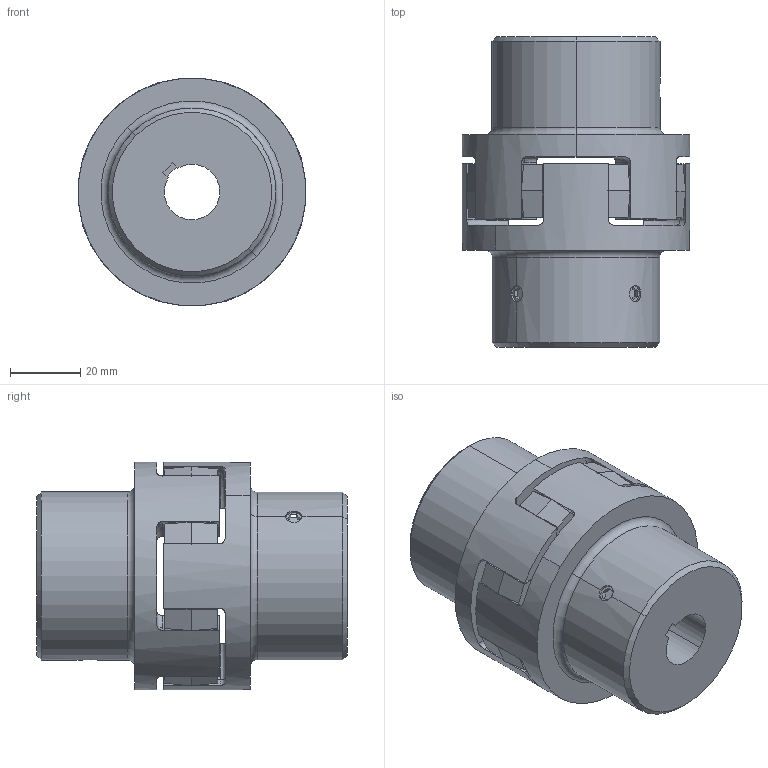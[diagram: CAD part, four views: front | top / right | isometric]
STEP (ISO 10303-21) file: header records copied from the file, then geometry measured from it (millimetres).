
FILE_DESCRIPTION (( 'STEP AP214' ), '1' );
FILE_NAME ('8271.STEP', '2016-11-23T19:26:02', ( '' ), ( '' ), 'SwSTEP 2.0', 'SolidWorks 2016', '' );
FILE_SCHEMA (( 'AUTOMOTIVE_DESIGN' ));
Length unit declared in the file: inch
Products named in the file (1): 8271
Bounding box: 65.02 x 88.65 x 65.02 mm (x, y, z)
Surface area: 39737.3 mm2 (no closed solid volume)
Topology: 0 solids, 3 shells, 162 faces, 520 edges, 352 vertices
Faces by surface type: plane 66, cylinder 40, cone 32, torus 24
Entity records: 8487 total; most frequent: CARTESIAN_POINT 1819, DIRECTION 966, ORIENTED_EDGE 884, EDGE_CURVE 520, AXIS2_PLACEMENT_3D 387, VERTEX_POINT 352, CIRCLE 224, EDGE_LOOP 192
